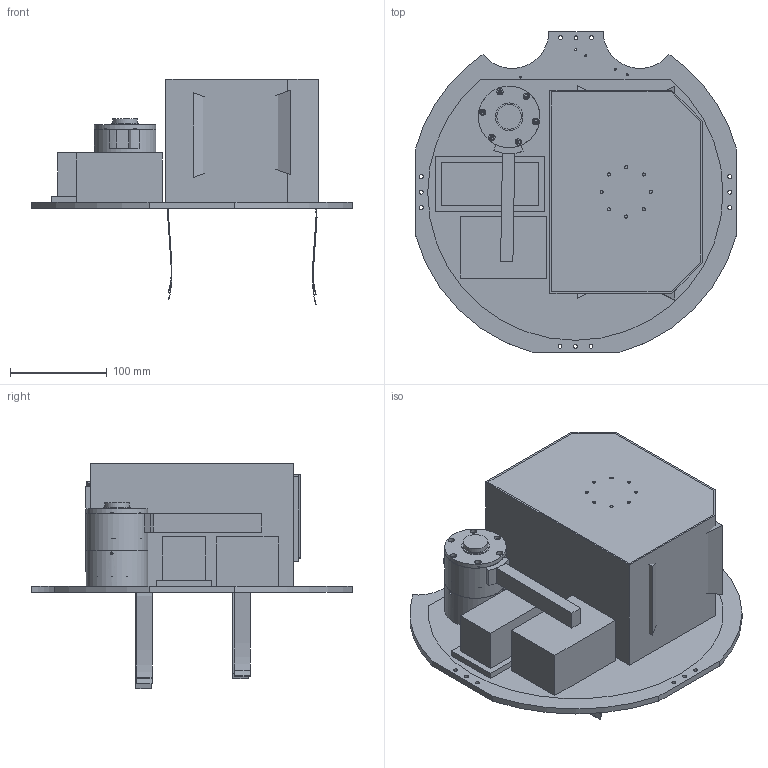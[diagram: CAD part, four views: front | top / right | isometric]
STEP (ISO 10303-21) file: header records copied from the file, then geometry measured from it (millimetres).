
FILE_DESCRIPTION(/* description */ (''),/* implementation_level */ '2;1');
FILE_NAME(/* name */ 'platelayoutwFOVv1.stp',/* time_stamp */ '2017-11-05T11:02:07-05:00',/* author */ (''),/* organization */ (''),/* preprocessor_version */ 'ST-DEVELOPER v16',/* originating_system */ 'SIEMENS PLM Software NX 11.0',/* authorisation */ '');
FILE_SCHEMA (('AUTOMOTIVE_DESIGN { 1 0 10303 214 3 1 1 1 }'));
Length unit declared in the file: inch
Products named in the file (28): OVA5647; OVA5647_Housing; OVA5647_IR-Glas; OVA5647_Pigtail; tubeholderbase2472; bearing holder473; RasPi_Camera_Board; siliconbacking; Central Housing445; Motor End Cover444; Pitch Motor Housing V281478; End Effector V3479; rod_holder480; slide rod481; test_tube482; OVA5647_Lens_FOV; BasePlate (1)484; PayloadSA218485; new sunshade363486; newerbox448; Electronics Box V2; OVA5647_FOV; PiCamwithsilicon; SCAMP To Scale_stp455; tubeholder491; shakerwithrods369492; newFOV; platelayoutwFOVv1_stp
Assembly tree (41 placements, depth 4):
  platelayoutwFOVv1_stp
    Electronics Box V2
    newFOV  x4
      OVA5647_Lens_FOV
    newerbox448
    new sunshade363486
    PayloadSA218485
    BasePlate (1)484
    shakerwithrods369492  x2
      tubeholder491
        bearing holder473  x4
        tubeholderbase2472
      test_tube482
      slide rod481
      rod_holder480
    SCAMP To Scale_stp455
      End Effector V3479
      Pitch Motor Housing V281478
      Motor End Cover444
      Central Housing445
    PiCamwithsilicon  x4
      siliconbacking
      OVA5647_FOV
        OVA5647_Pigtail
        OVA5647_IR-Glas
        OVA5647_Housing
        OVA5647
      RasPi_Camera_Board
Bounding box: 331.22 x 331.22 x 232.97 mm (x, y, z)
Volume: 3431167 mm3; surface area: 985843.2 mm2
Topology: 69 solids, 69 shells, 2644 faces, 6550 edges, 4223 vertices
Faces by surface type: plane 1170, cylinder 878, torus 496, bspline 44, cone 40, sphere 16
Full cylindrical faces by diameter (mm): 1.7 x2, 2.032 x5, 2.383 x12, 2.845 x19, 3.048 x9, 3.175 x8, 3.454 x6, 3.7 x8, 3.734 x6, 4.064 x18, 5.715 x6, 6.096 x1, 6.35 x4, 6.502 x6, 6.731 x8, 7.112 x4, 8.636 x12, 9.652 x4, 9.804 x4, 12.7 x16, 13.411 x8, 17.78 x8, 19.05 x8, 20 x1, 25.4 x1, 28.575 x1, 37.973 x1, 46.99 x3, 49.276 x1, 52.07 x1
Entity records: 27475 total; most frequent: CARTESIAN_POINT 5498, DIRECTION 4591, ORIENTED_EDGE 3958, EDGE_CURVE 1979, AXIS2_PLACEMENT_3D 1856, EDGE_LOOP 1369, VERTEX_POINT 1364, CIRCLE 944
